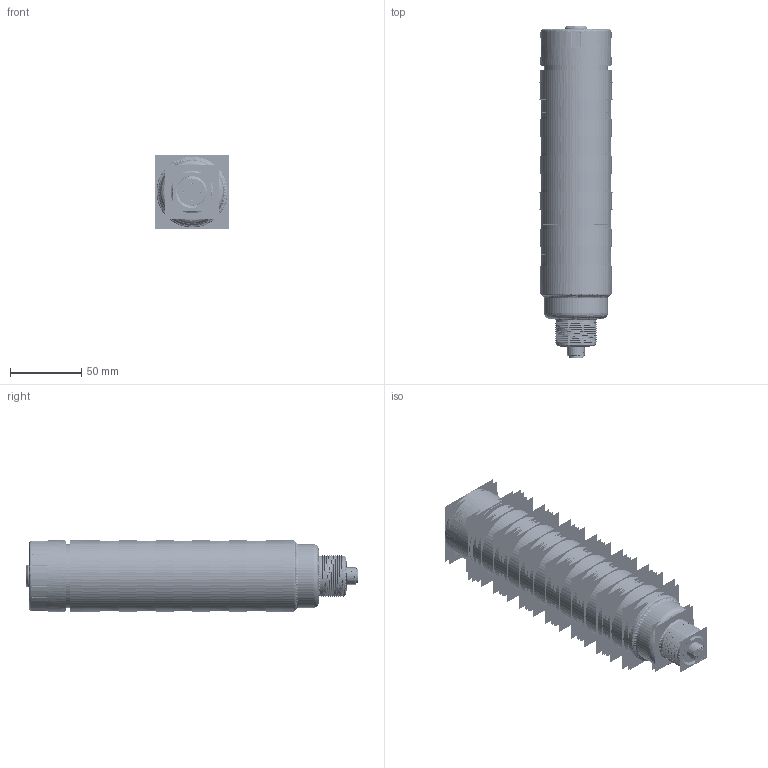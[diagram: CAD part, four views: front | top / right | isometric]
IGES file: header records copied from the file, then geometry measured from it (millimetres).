
Start section:  PTC IGES file: 205841.igs
Global section: file name: 205841.igs; native system: Creo Parametric by PTC Inc.; preprocessor: 2016260; author: pdmadmin; organization: Unknown; date: 20180427.133758; units: millimetre
Bounding box: 52.04 x 233.68 x 52 mm (x, y, z)
Volume: 134581.6 mm3; surface area: 1383596.7 mm2
Topology: 17 solids, 17 shells, 5614 faces, 28524 edges, 35917 vertices
Faces by surface type: bspline 2914, revolution 2700
